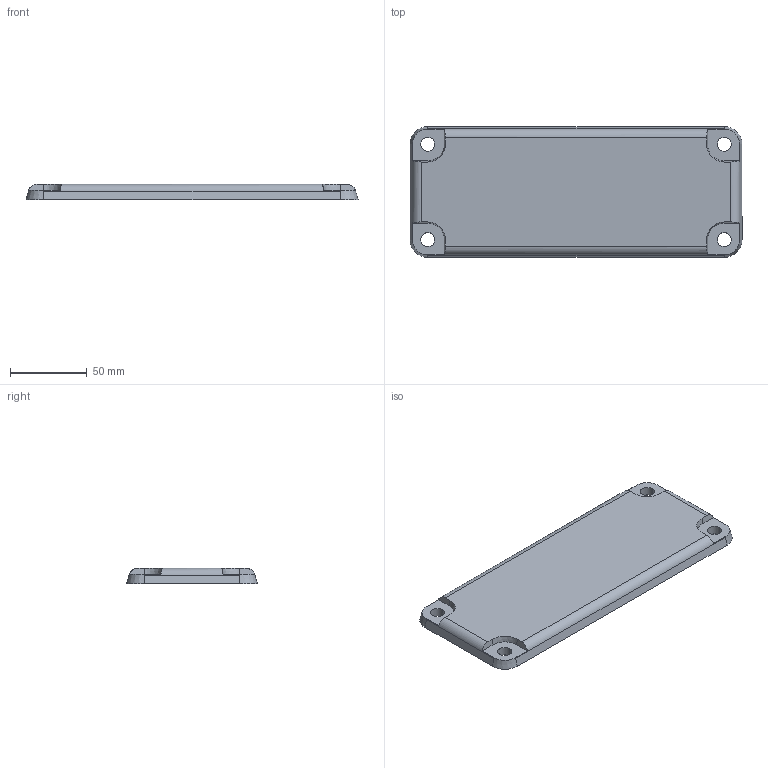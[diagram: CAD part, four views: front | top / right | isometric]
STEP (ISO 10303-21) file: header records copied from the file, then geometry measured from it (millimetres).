
FILE_DESCRIPTION (( 'STEP AP214' ), '1' );
FILE_NAME ('FIBOX MB10593.STEP', '2015-10-23T06:33:07', ( '' ), ( '' ), 'SwSTEP 2.0', 'SolidWorks 2014', '' );
FILE_SCHEMA (( 'AUTOMOTIVE_DESIGN' ));
Length unit declared in the file: millimetre
Products named in the file (1): FIBOX MB10593
Bounding box: 216 x 85 x 10 mm (x, y, z)
Volume: 73700.5 mm3; surface area: 44045.5 mm2
Topology: 1 solids, 1 shells, 63 faces, 180 edges, 120 vertices
Faces by surface type: plane 31, cone 20, cylinder 12
Entity records: 2128 total; most frequent: CARTESIAN_POINT 412, ORIENTED_EDGE 360, DIRECTION 348, EDGE_CURVE 180, AXIS2_PLACEMENT_3D 120, VERTEX_POINT 120, VECTOR 108, LINE 108
